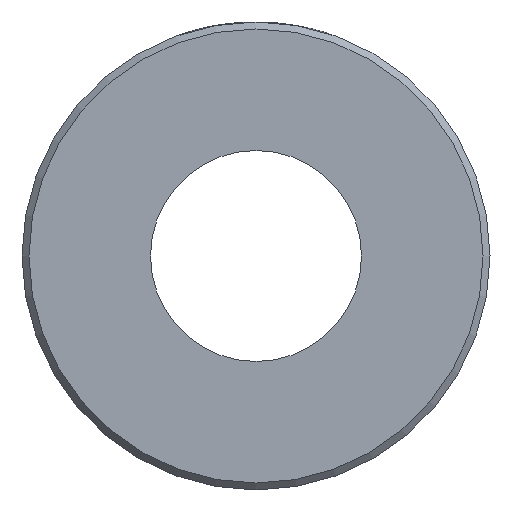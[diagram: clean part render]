
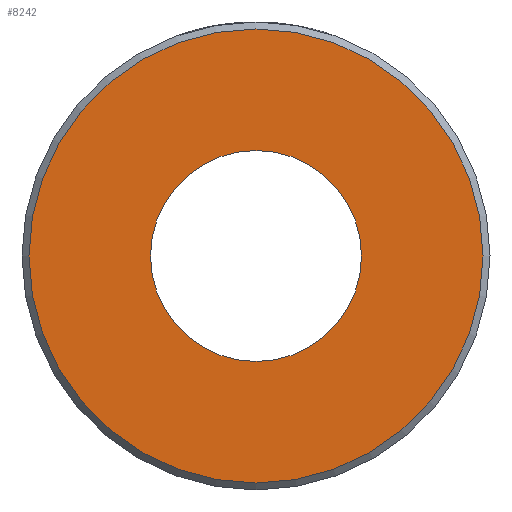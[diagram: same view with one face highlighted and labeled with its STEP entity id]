
A CAD part, left-side view. The second image highlights one B-rep face of the part: STEP entity #8242.
In plain terms, the highlighted planar face has unit normal (-1, 0, 0).
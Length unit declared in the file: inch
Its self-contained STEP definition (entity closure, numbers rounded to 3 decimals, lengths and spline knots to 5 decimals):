
#8158=CARTESIAN_POINT('',(0.0,-0.151,0.0));
#8159=VERTEX_POINT('',#8158);
#8160=CARTESIAN_POINT('',(0.0,0.0,0.0));
#8161=DIRECTION('',(1.0,0.0,0.0));
#8162=DIRECTION('',(0.0,-1.0,0.0));
#8163=AXIS2_PLACEMENT_3D('',#8160,#8161,#8162);
#8164=CIRCLE('',#8163,0.151);
#8165=EDGE_CURVE('',#8159,#8159,#8164,.T.);
#8219=CARTESIAN_POINT('',(0.0,0.325,0.));
#8220=VERTEX_POINT('',#8219);
#8221=CARTESIAN_POINT('',(0.0,0.0,0.0));
#8222=DIRECTION('',(1.0,0.0,0.0));
#8223=DIRECTION('',(0.0,-1.0,0.0));
#8224=AXIS2_PLACEMENT_3D('',#8221,#8222,#8223);
#8225=CIRCLE('',#8224,0.325);
#8226=EDGE_CURVE('',#8220,#8220,#8225,.T.);
#8231=CARTESIAN_POINT('',(0.0,0.0,0.0));
#8232=DIRECTION('',(-1.0,0.0,0.0));
#8233=DIRECTION('',(0.0,0.0,1.0));
#8234=AXIS2_PLACEMENT_3D('',#8231,#8232,#8233);
#8235=PLANE('',#8234);
#8236=ORIENTED_EDGE('',*,*,#8226,.F.);
#8237=EDGE_LOOP('',(#8236));
#8238=FACE_OUTER_BOUND('',#8237,.T.);
#8239=ORIENTED_EDGE('',*,*,#8165,.T.);
#8240=EDGE_LOOP('',(#8239));
#8241=FACE_BOUND('',#8240,.T.);
#8242=ADVANCED_FACE('',(#8238,#8241),#8235,.T.);
